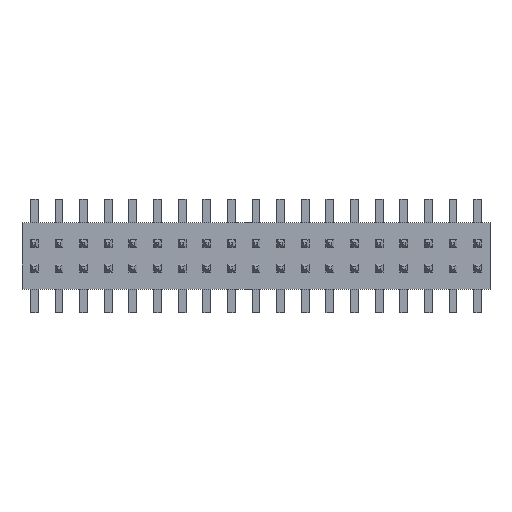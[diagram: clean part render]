
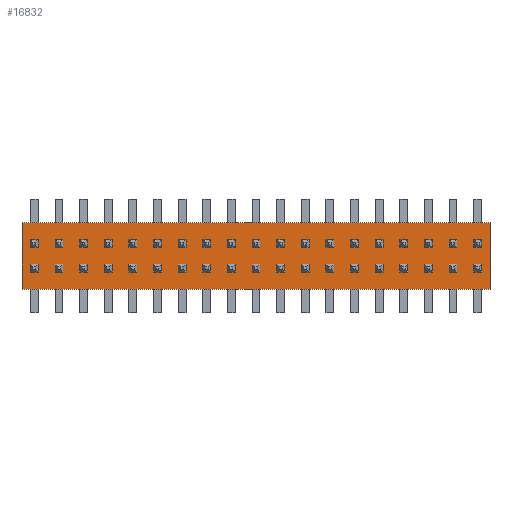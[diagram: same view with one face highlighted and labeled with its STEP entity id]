
A CAD part, top view. The second image highlights one B-rep face of the part: STEP entity #16832.
In plain terms, the highlighted face is planar.
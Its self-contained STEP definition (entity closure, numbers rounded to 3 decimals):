
#16700 = EDGE_CURVE('',#16701,#16703,#16705,.T.);
#16701 = VERTEX_POINT('',#16702);
#16702 = CARTESIAN_POINT('',(-12.065,1.753,-1.715));
#16703 = VERTEX_POINT('',#16704);
#16704 = CARTESIAN_POINT('',(-12.065,1.753,1.715));
#16705 = LINE('',#16706,#16707);
#16706 = CARTESIAN_POINT('',(-12.065,1.753,-1.715));
#16707 = VECTOR('',#16708,1.);
#16708 = DIRECTION('',(0.,0.,1.));
#16740 = EDGE_CURVE('',#16703,#16741,#16743,.T.);
#16741 = VERTEX_POINT('',#16742);
#16742 = CARTESIAN_POINT('',(12.065,1.753,1.715));
#16743 = LINE('',#16744,#16745);
#16744 = CARTESIAN_POINT('',(-12.065,1.753,1.715));
#16745 = VECTOR('',#16746,1.);
#16746 = DIRECTION('',(1.,0.,0.));
#16771 = EDGE_CURVE('',#16741,#16772,#16774,.T.);
#16772 = VERTEX_POINT('',#16773);
#16773 = CARTESIAN_POINT('',(12.065,1.753,-1.715));
#16774 = LINE('',#16775,#16776);
#16775 = CARTESIAN_POINT('',(12.065,1.753,1.715));
#16776 = VECTOR('',#16777,1.);
#16777 = DIRECTION('',(0.,0.,-1.));
#16802 = EDGE_CURVE('',#16772,#16701,#16803,.T.);
#16803 = LINE('',#16804,#16805);
#16804 = CARTESIAN_POINT('',(12.065,1.753,-1.715));
#16805 = VECTOR('',#16806,1.);
#16806 = DIRECTION('',(-1.,0.,0.));
#16832 = ADVANCED_FACE('',(#16833),#16839,.T.);
#16833 = FACE_BOUND('',#16834,.T.);
#16834 = EDGE_LOOP('',(#16835,#16836,#16837,#16838));
#16835 = ORIENTED_EDGE('',*,*,#16700,.T.);
#16836 = ORIENTED_EDGE('',*,*,#16740,.T.);
#16837 = ORIENTED_EDGE('',*,*,#16771,.T.);
#16838 = ORIENTED_EDGE('',*,*,#16802,.T.);
#16839 = PLANE('',#16840);
#16840 = AXIS2_PLACEMENT_3D('',#16841,#16842,#16843);
#16841 = CARTESIAN_POINT('',(0.,1.753,0.));
#16842 = DIRECTION('',(0.,1.,0.));
#16843 = DIRECTION('',(0.,-0.,1.));
